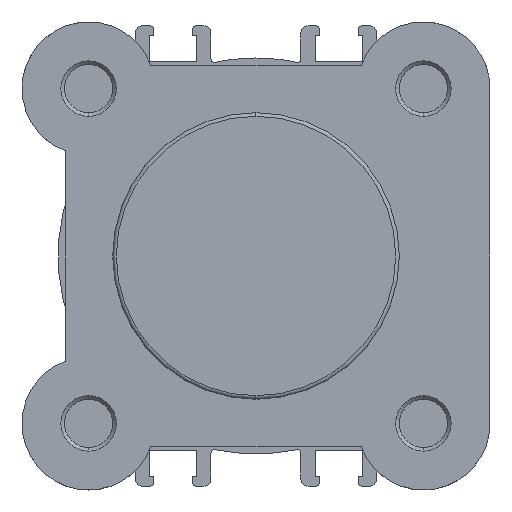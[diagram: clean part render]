
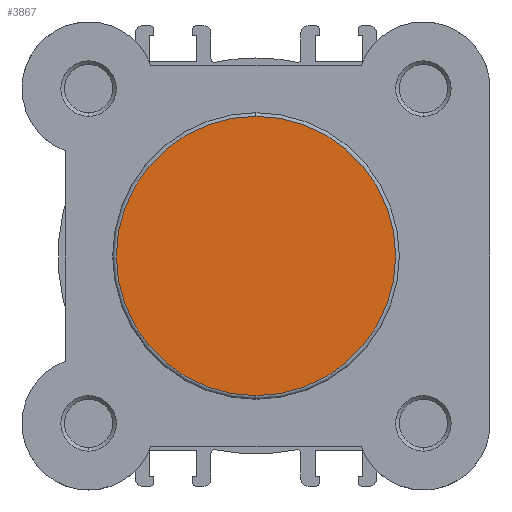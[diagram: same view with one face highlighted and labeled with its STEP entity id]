
A CAD part, left-side view. The second image highlights one B-rep face of the part: STEP entity #3867.
In plain terms, the highlighted planar face has unit normal (-1, 0, 0).
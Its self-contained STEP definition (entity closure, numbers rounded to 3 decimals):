
#936 = CIRCLE ( 'NONE', #5039, 19.4 ) ;
#1009 = CIRCLE ( 'NONE', #5058, 19.4 ) ;
#1484 = EDGE_LOOP ( 'NONE', ( #2301, #2302 ) ) ;
#2301 = ORIENTED_EDGE ( 'NONE', *, *, #4435, .T. ) ;
#2302 = ORIENTED_EDGE ( 'NONE', *, *, #4386, .T. ) ;
#2704 = VERTEX_POINT ( 'NONE', #3101 ) ;
#2705 = VERTEX_POINT ( 'NONE', #3102 ) ;
#3101 = CARTESIAN_POINT ( 'NONE',  ( 0., 0., 19.4 ) ) ;
#3102 = CARTESIAN_POINT ( 'NONE',  ( 0., 0., -19.4 ) ) ;
#3501 = CARTESIAN_POINT ( 'NONE',  ( 0., 19.9, 0. ) ) ;
#3502 = PLANE ( 'NONE',  #4735 ) ;
#3503 = DIRECTION ( 'NONE',  ( 1., 0., 0. ) ) ;
#3504 = DIRECTION ( 'NONE',  ( 0., 0., -1. ) ) ;
#3867 = ADVANCED_FACE ( 'NONE', ( #7220 ), #3502, .F. ) ;
#4386 = EDGE_CURVE ( 'NONE', #2704, #2705, #936, .T. ) ;
#4435 = EDGE_CURVE ( 'NONE', #2705, #2704, #1009, .T. ) ;
#4735 = AXIS2_PLACEMENT_3D ( 'NONE', #3501, #3503, #3504 ) ;
#5039 = AXIS2_PLACEMENT_3D ( 'NONE', #6249, #6250, #6251 ) ;
#5058 = AXIS2_PLACEMENT_3D ( 'NONE', #6375, #6382, #6383 ) ;
#6249 = CARTESIAN_POINT ( 'NONE',  ( 0., 0., 0. ) ) ;
#6250 = DIRECTION ( 'NONE',  ( -1., 0., 0. ) ) ;
#6251 = DIRECTION ( 'NONE',  ( 0., 0., -1. ) ) ;
#6375 = CARTESIAN_POINT ( 'NONE',  ( 0., 0., 0. ) ) ;
#6382 = DIRECTION ( 'NONE',  ( -1., 0., 0. ) ) ;
#6383 = DIRECTION ( 'NONE',  ( 0., 0., -1. ) ) ;
#7220 = FACE_OUTER_BOUND ( 'NONE', #1484, .T. ) ;
